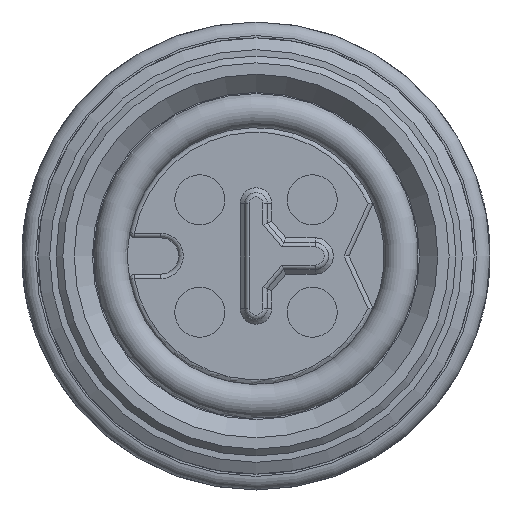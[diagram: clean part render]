
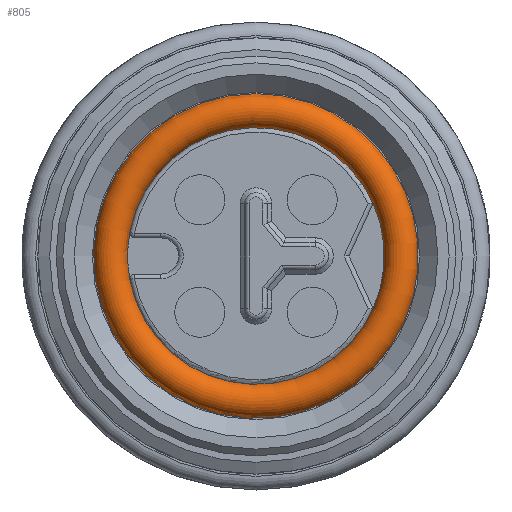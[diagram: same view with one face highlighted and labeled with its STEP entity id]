
A CAD part, front view. The second image highlights one B-rep face of the part: STEP entity #805.
In plain terms, the highlighted toroidal (fillet/blend) face has major radius 3.2 mm and minor radius 0.375 mm.
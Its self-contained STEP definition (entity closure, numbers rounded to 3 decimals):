
#270=TOROIDAL_SURFACE('',#3052,3.2,0.375);
#805=ADVANCED_FACE('',(#933,#934),#270,.T.);
#933=FACE_BOUND('',#1140,.T.);
#934=FACE_BOUND('',#1141,.T.);
#1140=EDGE_LOOP('',(#1817,#1818,#1819,#1820));
#1141=EDGE_LOOP('',(#1821));
#1817=ORIENTED_EDGE('',*,*,#2509,.T.);
#1818=ORIENTED_EDGE('',*,*,#2508,.F.);
#1819=ORIENTED_EDGE('',*,*,#2507,.T.);
#1820=ORIENTED_EDGE('',*,*,#2506,.F.);
#1821=ORIENTED_EDGE('',*,*,#2510,.T.);
#2137=VERTEX_POINT('',#5668);
#2139=VERTEX_POINT('',#5674);
#2142=VERTEX_POINT('',#5686);
#2143=VERTEX_POINT('',#5690);
#2144=VERTEX_POINT('',#5702);
#2506=EDGE_CURVE('',#2142,#2137,#2726,.T.);
#2507=EDGE_CURVE('',#2139,#2137,#2727,.T.);
#2508=EDGE_CURVE('',#2139,#2143,#2728,.T.);
#2509=EDGE_CURVE('',#2142,#2143,#2729,.T.);
#2510=EDGE_CURVE('',#2144,#2144,#2730,.T.);
#2726=CIRCLE('',#3043,2.825);
#2727=CIRCLE('',#3045,2.825);
#2728=CIRCLE('',#3047,2.825);
#2729=CIRCLE('',#3049,2.825);
#2730=CIRCLE('',#3051,3.574);
#3043=AXIS2_PLACEMENT_3D('',#5693,#3781,#3782);
#3045=AXIS2_PLACEMENT_3D('',#5695,#3785,#3786);
#3047=AXIS2_PLACEMENT_3D('',#5697,#3789,#3790);
#3049=AXIS2_PLACEMENT_3D('',#5699,#3793,#3794);
#3051=AXIS2_PLACEMENT_3D('',#5701,#3797,#3798);
#3052=AXIS2_PLACEMENT_3D('',#5703,#3799,#3800);
#3781=DIRECTION('',(0.,-1.,0.));
#3782=DIRECTION('',(1.,0.,0.));
#3785=DIRECTION('',(0.,1.,0.));
#3786=DIRECTION('',(-1.,0.,0.));
#3789=DIRECTION('',(0.,-1.,0.));
#3790=DIRECTION('',(1.,0.,0.));
#3793=DIRECTION('',(0.,1.,0.));
#3794=DIRECTION('',(-1.,0.,0.));
#3797=DIRECTION('',(0.,-1.,0.));
#3798=DIRECTION('',(0.,0.,1.));
#3799=DIRECTION('',(0.,1.,0.));
#3800=DIRECTION('',(1.,0.,0.));
#5668=CARTESIAN_POINT('',(102.898,-8.25,-0.518));
#5674=CARTESIAN_POINT('',(108.252,-8.25,-1.157));
#5686=CARTESIAN_POINT('',(102.898,-8.25,0.518));
#5690=CARTESIAN_POINT('',(108.252,-8.25,1.157));
#5693=CARTESIAN_POINT('',(105.675,-8.25,0.));
#5695=CARTESIAN_POINT('',(105.675,-8.25,0.));
#5697=CARTESIAN_POINT('',(105.675,-8.25,0.));
#5699=CARTESIAN_POINT('',(105.675,-8.25,0.));
#5701=CARTESIAN_POINT('',(105.675,-8.275,0.));
#5702=CARTESIAN_POINT('',(105.675,-8.275,3.574));
#5703=CARTESIAN_POINT('',(105.675,-8.25,0.));
